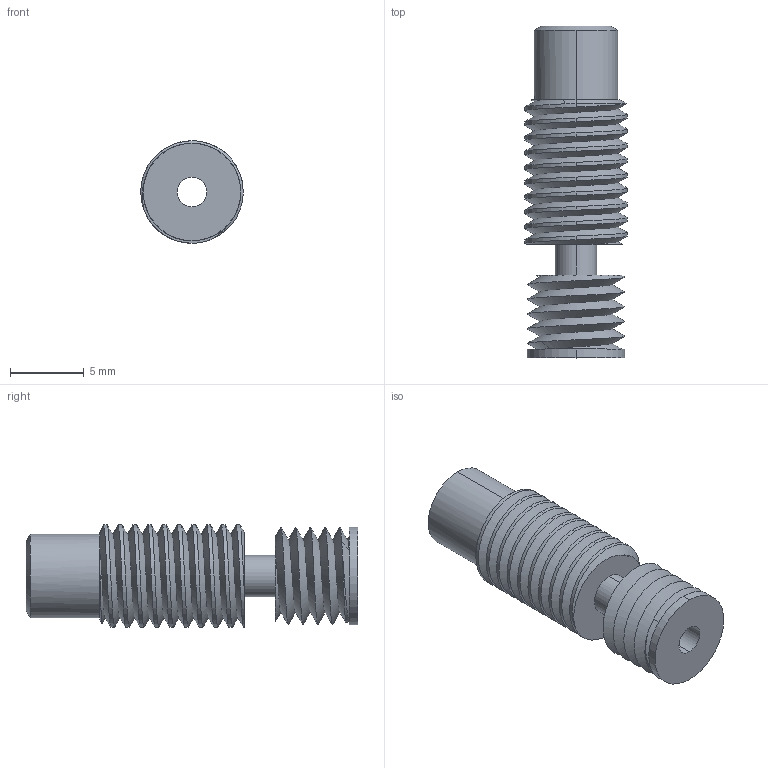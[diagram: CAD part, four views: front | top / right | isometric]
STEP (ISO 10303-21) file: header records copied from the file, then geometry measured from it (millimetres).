
FILE_DESCRIPTION (( 'STEP AP214' ), '1' );
FILE_NAME ('E3D v6 heat braek.STEP', '2025-09-18T19:08:14', ( '' ), ( '' ), 'SwSTEP 2.0', 'SolidWorks 2024', '' );
FILE_SCHEMA (( 'AUTOMOTIVE_DESIGN' ));
Length unit declared in the file: millimetre
Products named in the file (1): E3D v6 heat braek
Bounding box: 6.95 x 22.5 x 6.95 mm (x, y, z)
Volume: 478.9 mm3; surface area: 928.4 mm2
Topology: 1 solids, 1 shells, 50 faces, 127 edges, 82 vertices
Faces by surface type: cylinder 31, cone 8, plane 6, bspline 5
Entity records: 3868 total; most frequent: CARTESIAN_POINT 2237, ORIENTED_EDGE 254, DIRECTION 191, EDGE_CURVE 127, VERTEX_POINT 82, AXIS2_PLACEMENT_3D 77, EDGE_LOOP 55, UNCERTAINTY_MEASURE_WITH_UNIT 52
